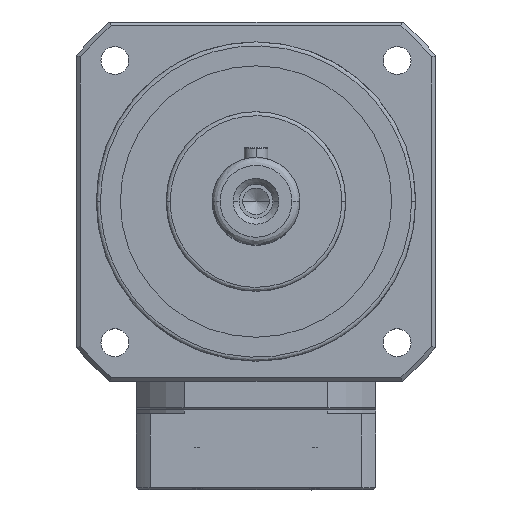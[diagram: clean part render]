
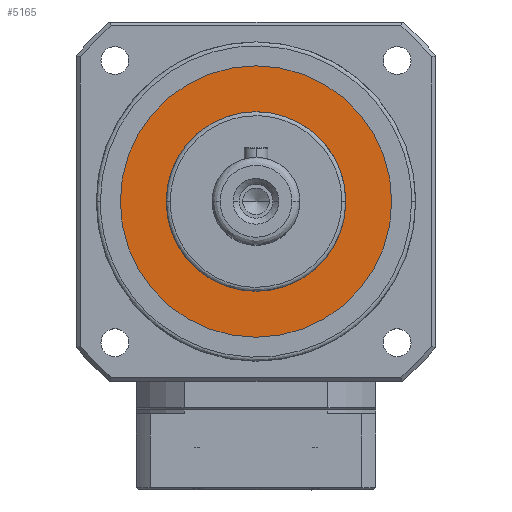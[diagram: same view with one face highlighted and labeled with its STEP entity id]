
A CAD part, top view. The second image highlights one B-rep face of the part: STEP entity #5165.
In plain terms, the highlighted planar face has unit normal (0, 0, 1).
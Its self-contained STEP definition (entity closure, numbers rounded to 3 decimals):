
#1319 = DIRECTION ( 'NONE',  ( -1., 0., 0. ) ) ;
#1345 = DIRECTION ( 'NONE',  ( 0., 0., 1. ) ) ;
#1376 = CARTESIAN_POINT ( 'NONE',  ( 0., 0., 109.49 ) ) ;
#1946 = CARTESIAN_POINT ( 'NONE',  ( 0., 0., 109.49 ) ) ;
#2011 = CIRCLE ( 'NONE', #9919, 34. ) ;
#2496 = EDGE_CURVE ( 'NONE', #16033, #18970, #8519, .T. ) ;
#3967 = DIRECTION ( 'NONE',  ( -1., 0., 0. ) ) ;
#4027 = ORIENTED_EDGE ( 'NONE', *, *, #2496, .T. ) ;
#4426 = AXIS2_PLACEMENT_3D ( 'NONE', #13473, #13157, #13137 ) ;
#4977 = CIRCLE ( 'NONE', #12292, 22.5 ) ;
#5165 = ADVANCED_FACE ( 'NONE', ( #6415, #21437 ), #15259, .T. ) ;
#5675 = ORIENTED_EDGE ( 'NONE', *, *, #18664, .T. ) ;
#6415 = FACE_BOUND ( 'NONE', #8160, .T. ) ;
#7439 = EDGE_LOOP ( 'NONE', ( #4027, #5675 ) ) ;
#8160 = EDGE_LOOP ( 'NONE', ( #25397, #17572 ) ) ;
#8519 = CIRCLE ( 'NONE', #13809, 34. ) ;
#9631 = CARTESIAN_POINT ( 'NONE',  ( 34., 0., 109.49 ) ) ;
#9783 = CARTESIAN_POINT ( 'NONE',  ( 0., 0., 109.49 ) ) ;
#9919 = AXIS2_PLACEMENT_3D ( 'NONE', #21891, #10178, #23863 ) ;
#10178 = DIRECTION ( 'NONE',  ( 0., 0., 1. ) ) ;
#11780 = DIRECTION ( 'NONE',  ( -1., 0., 0. ) ) ;
#12292 = AXIS2_PLACEMENT_3D ( 'NONE', #9783, #23487, #11780 ) ;
#12938 = CIRCLE ( 'NONE', #21478, 22.5 ) ;
#13137 = DIRECTION ( 'NONE',  ( 1., 0., 0. ) ) ;
#13157 = DIRECTION ( 'NONE',  ( 0., 0., 1. ) ) ;
#13473 = CARTESIAN_POINT ( 'NONE',  ( 0., 0., 109.49 ) ) ;
#13809 = AXIS2_PLACEMENT_3D ( 'NONE', #1376, #1345, #1319 ) ;
#15259 = PLANE ( 'NONE',  #4426 ) ;
#15518 = CARTESIAN_POINT ( 'NONE',  ( 22.5, 0., 109.49 ) ) ;
#15675 = DIRECTION ( 'NONE',  ( 0., 0., -1. ) ) ;
#16033 = VERTEX_POINT ( 'NONE', #23846 ) ;
#16166 = CARTESIAN_POINT ( 'NONE',  ( -22.5, 0., 109.49 ) ) ;
#17572 = ORIENTED_EDGE ( 'NONE', *, *, #21738, .T. ) ;
#17985 = VERTEX_POINT ( 'NONE', #15518 ) ;
#18664 = EDGE_CURVE ( 'NONE', #18970, #16033, #2011, .T. ) ;
#18970 = VERTEX_POINT ( 'NONE', #9631 ) ;
#21437 = FACE_OUTER_BOUND ( 'NONE', #7439, .T. ) ;
#21478 = AXIS2_PLACEMENT_3D ( 'NONE', #1946, #15675, #3967 ) ;
#21738 = EDGE_CURVE ( 'NONE', #17985, #21958, #4977, .T. ) ;
#21743 = EDGE_CURVE ( 'NONE', #21958, #17985, #12938, .T. ) ;
#21891 = CARTESIAN_POINT ( 'NONE',  ( 0., 0., 109.49 ) ) ;
#21958 = VERTEX_POINT ( 'NONE', #16166 ) ;
#23487 = DIRECTION ( 'NONE',  ( 0., 0., -1. ) ) ;
#23846 = CARTESIAN_POINT ( 'NONE',  ( -34., 0., 109.49 ) ) ;
#23863 = DIRECTION ( 'NONE',  ( -1., 0., 0. ) ) ;
#25397 = ORIENTED_EDGE ( 'NONE', *, *, #21743, .T. ) ;
